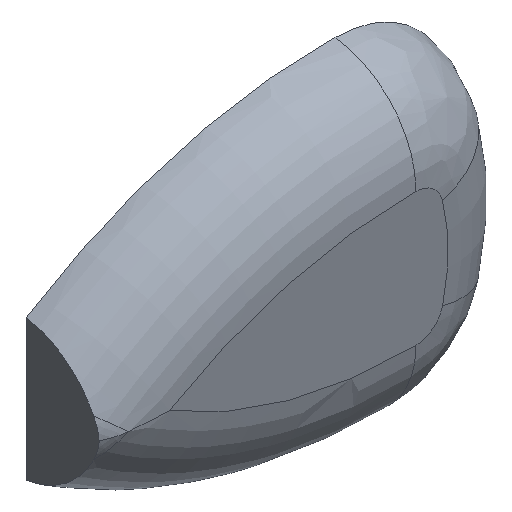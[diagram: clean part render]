
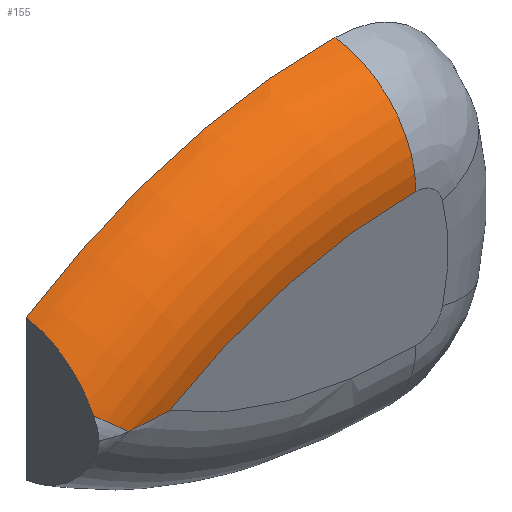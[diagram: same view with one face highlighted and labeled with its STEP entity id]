
A CAD part, isometric view. The second image highlights one B-rep face of the part: STEP entity #155.
In plain terms, the highlighted toroidal (fillet/blend) face has major radius 76.013 mm and minor radius 15 mm.
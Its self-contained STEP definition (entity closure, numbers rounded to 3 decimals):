
#19=TOROIDAL_SURFACE('',#184,76.013,15.);
#22=CIRCLE('',#179,90.91);
#27=CIRCLE('',#185,76.013);
#28=CIRCLE('',#186,15.);
#38=FACE_OUTER_BOUND('',#48,.T.);
#48=EDGE_LOOP('',(#115,#116,#117,#118,#119,#120));
#61=B_SPLINE_CURVE_WITH_KNOTS('',3,(#273,#274,#275,#276,#277,#278,#279,
#280,#281,#282,#283,#284,#285,#286),.UNSPECIFIED.,.F.,.F.,(4,2,2,2,2,2,
4),(0.168,0.26,0.52,0.805,
1.089,1.413,1.505),.UNSPECIFIED.);
#62=B_SPLINE_CURVE_WITH_KNOTS('',3,(#300,#301,#302,#303),.UNSPECIFIED.,
 .F.,.F.,(4,4),(-1.056,-0.774),.UNSPECIFIED.);
#63=B_SPLINE_CURVE_WITH_KNOTS('',3,(#305,#306,#307,#308,#309,#310),
 .UNSPECIFIED.,.F.,.F.,(4,2,4),(-0.618,0.,0.003),
 .UNSPECIFIED.);
#69=VERTEX_POINT('',#265);
#70=VERTEX_POINT('',#272);
#71=VERTEX_POINT('',#289);
#75=VERTEX_POINT('',#299);
#76=VERTEX_POINT('',#304);
#77=VERTEX_POINT('',#311);
#84=EDGE_CURVE('',#70,#69,#61,.T.);
#86=EDGE_CURVE('',#70,#71,#22,.T.);
#91=EDGE_CURVE('',#75,#69,#62,.T.);
#92=EDGE_CURVE('',#75,#76,#63,.T.);
#93=EDGE_CURVE('',#76,#77,#27,.T.);
#94=EDGE_CURVE('',#71,#77,#28,.T.);
#115=ORIENTED_EDGE('',*,*,#84,.T.);
#116=ORIENTED_EDGE('',*,*,#91,.F.);
#117=ORIENTED_EDGE('',*,*,#92,.T.);
#118=ORIENTED_EDGE('',*,*,#93,.T.);
#119=ORIENTED_EDGE('',*,*,#94,.F.);
#120=ORIENTED_EDGE('',*,*,#86,.F.);
#155=ADVANCED_FACE('',(#38),#19,.T.);
#179=AXIS2_PLACEMENT_3D('',#290,#204,#205);
#184=AXIS2_PLACEMENT_3D('',#298,#214,#215);
#185=AXIS2_PLACEMENT_3D('',#312,#216,#217);
#186=AXIS2_PLACEMENT_3D('',#313,#218,#219);
#204=DIRECTION('center_axis',(0.,1.,0.));
#205=DIRECTION('ref_axis',(0.,0.,1.));
#214=DIRECTION('center_axis',(0.,1.,0.));
#215=DIRECTION('ref_axis',(0.,0.,1.));
#216=DIRECTION('center_axis',(0.,1.,0.));
#217=DIRECTION('ref_axis',(-0.289,0.,0.957));
#218=DIRECTION('center_axis',(1.,0.,-0.011));
#219=DIRECTION('ref_axis',(0.011,0.,1.));
#265=CARTESIAN_POINT('',(-23.,3.344,6.899));
#272=CARTESIAN_POINT('',(-23.,14.25,15.165));
#273=CARTESIAN_POINT('Ctrl Pts',(-23.,14.25,15.165));
#274=CARTESIAN_POINT('Ctrl Pts',(-23.,13.922,15.12));
#275=CARTESIAN_POINT('Ctrl Pts',(-23.,13.592,15.061));
#276=CARTESIAN_POINT('Ctrl Pts',(-23.,12.343,14.785));
#277=CARTESIAN_POINT('Ctrl Pts',(-23.,11.444,14.475));
#278=CARTESIAN_POINT('Ctrl Pts',(-23.,9.791,13.723));
#279=CARTESIAN_POINT('Ctrl Pts',(-23.,8.895,13.199));
#280=CARTESIAN_POINT('Ctrl Pts',(-23.,7.24,11.962));
#281=CARTESIAN_POINT('Ctrl Pts',(-23.,6.481,11.251));
#282=CARTESIAN_POINT('Ctrl Pts',(-23.,5.124,9.742));
#283=CARTESIAN_POINT('Ctrl Pts',(-23.,4.423,8.789));
#284=CARTESIAN_POINT('Ctrl Pts',(-23.,3.657,7.485));
#285=CARTESIAN_POINT('Ctrl Pts',(-23.,3.496,7.193));
#286=CARTESIAN_POINT('Ctrl Pts',(-23.,3.344,6.899));
#289=CARTESIAN_POINT('',(26.972,14.25,29.486));
#290=CARTESIAN_POINT('Origin',(25.986,14.25,-61.418));
#298=CARTESIAN_POINT('Origin',(25.986,16.,-61.418));
#299=CARTESIAN_POINT('',(-19.275,1.384,3.8));
#300=CARTESIAN_POINT('Ctrl Pts',(-19.275,1.384,3.8));
#301=CARTESIAN_POINT('Ctrl Pts',(-20.564,1.76,4.892));
#302=CARTESIAN_POINT('Ctrl Pts',(-21.827,2.414,5.94));
#303=CARTESIAN_POINT('Ctrl Pts',(-23.,3.344,6.899));
#304=CARTESIAN_POINT('',(-13.059,1.,3.8));
#305=CARTESIAN_POINT('Ctrl Pts',(-19.275,1.384,3.8));
#306=CARTESIAN_POINT('Ctrl Pts',(-17.228,1.115,3.8));
#307=CARTESIAN_POINT('Ctrl Pts',(-15.152,1.001,3.8));
#308=CARTESIAN_POINT('Ctrl Pts',(-13.081,1.,3.8));
#309=CARTESIAN_POINT('Ctrl Pts',(-13.07,1.,3.8));
#310=CARTESIAN_POINT('Ctrl Pts',(-13.059,1.,3.8));
#311=CARTESIAN_POINT('',(26.81,1.,14.59));
#312=CARTESIAN_POINT('Origin',(25.986,1.,-61.418));
#313=CARTESIAN_POINT('Origin',(26.81,16.,14.59));
